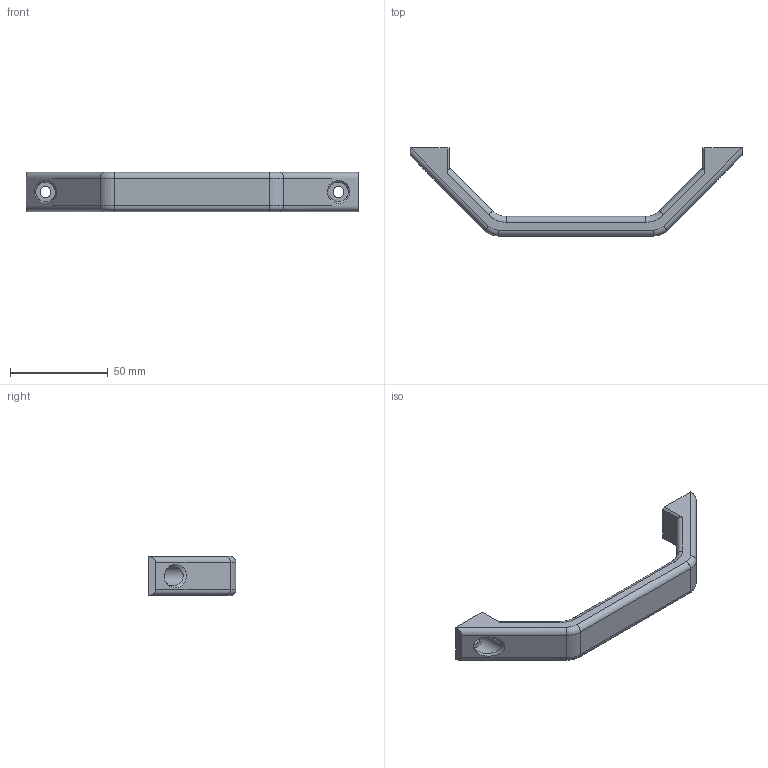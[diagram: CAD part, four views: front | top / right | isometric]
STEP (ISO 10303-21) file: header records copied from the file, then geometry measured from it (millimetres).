
FILE_DESCRIPTION(('FreeCAD Model'),'2;1');
FILE_NAME('Open CASCADE Shape Model','2025-06-05T22:40:31',('FreeCAD'),( 'FreeCAD'),'Open CASCADE STEP processor 7.7','FreeCAD','Unknown');
FILE_SCHEMA(('AUTOMOTIVE_DESIGN { 1 0 10303 214 1 1 1 1 }'));
Length unit declared in the file: millimetre
Products named in the file (1): Open CASCADE STEP translator 7.7 27
Bounding box: 169.8 x 45 x 20 mm (x, y, z)
Volume: 37910.3 mm3; surface area: 12100.1 mm2
Topology: 1 solids, 1 shells, 50 faces, 120 edges, 74 vertices
Faces by surface type: plane 20, cylinder 20, torus 8, bspline 2
Full cylindrical faces by diameter (mm): 5.5 x2, 10 x2
Entity records: 1754 total; most frequent: CARTESIAN_POINT 545, DIRECTION 266, ORIENTED_EDGE 240, EDGE_CURVE 120, AXIS2_PLACEMENT_3D 103, VERTEX_POINT 74, LINE 60, VECTOR 60
